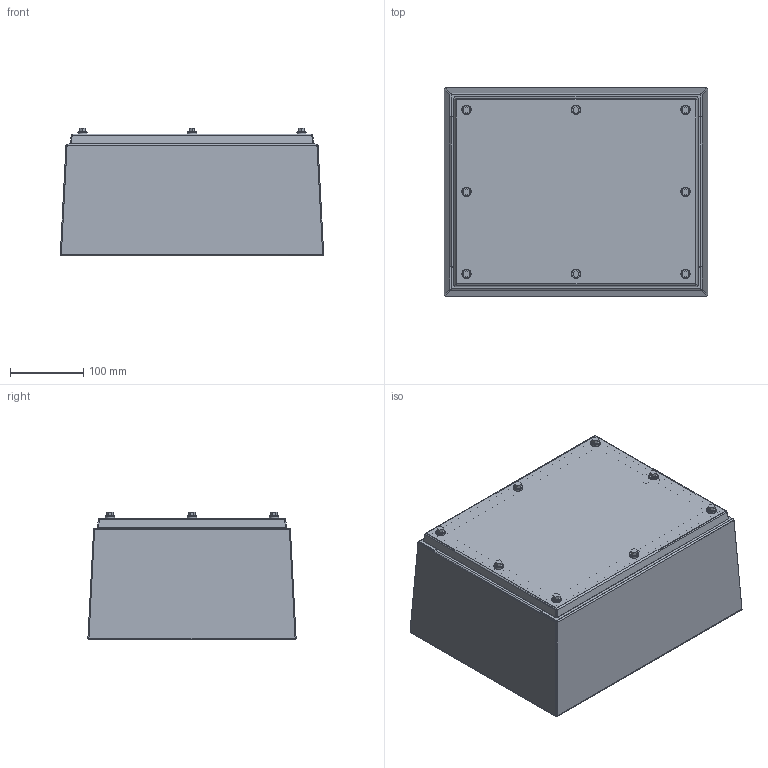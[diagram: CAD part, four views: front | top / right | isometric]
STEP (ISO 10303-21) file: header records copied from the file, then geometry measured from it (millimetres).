
FILE_DESCRIPTION (( 'STEP AP214' ), '1' );
FILE_NAME ('HYJ14116SS.STEP', '2021-09-08T20:37:56', ( '' ), ( '' ), 'SwSTEP 2.0', 'SolidWorks 2021', '' );
FILE_SCHEMA (( 'AUTOMOTIVE_DESIGN' ));
Length unit declared in the file: inch
Products named in the file (1): HYJ14116SS
Bounding box: 359.4 x 284.12 x 174.22 mm (x, y, z)
Volume: 754168 mm3; surface area: 977233.6 mm2
Topology: 42 solids, 42 shells, 657 faces, 1432 edges, 908 vertices
Faces by surface type: plane 417, cylinder 204, cone 20, bspline 16
Full cylindrical faces by diameter (mm): 1.651 x8, 3.967 x4, 4.826 x10, 5.969 x8, 6.071 x8, 6.096 x8, 6.35 x18, 6.426 x8, 8.001 x8, 9.525 x12, 10.16 x4, 10.312 x8, 11.43 x8, 12.7 x8
Entity records: 27050 total; most frequent: CARTESIAN_POINT 3878, DIRECTION 2940, ORIENTED_EDGE 2552, EDGE_CURVE 1276, AXIS2_PLACEMENT_3D 1074, EDGE_LOOP 938, VERTEX_POINT 892, LINE 792
